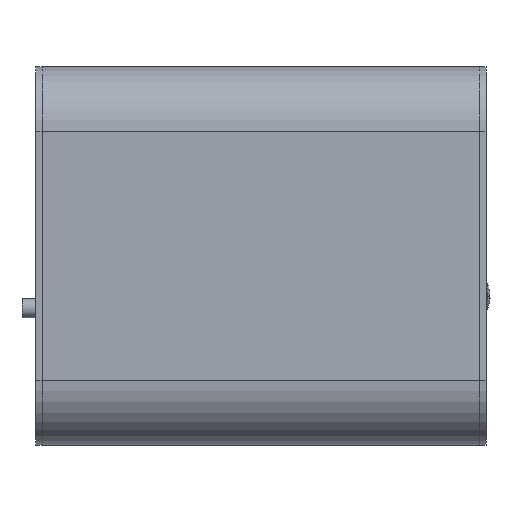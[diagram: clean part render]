
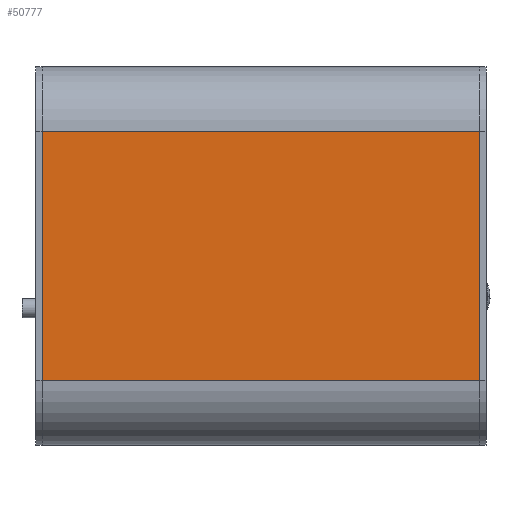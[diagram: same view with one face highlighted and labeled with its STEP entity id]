
A CAD part, top view. The second image highlights one B-rep face of the part: STEP entity #50777.
In plain terms, the highlighted face is planar.
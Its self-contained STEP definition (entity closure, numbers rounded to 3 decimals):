
#6392=FACE_OUTER_BOUND('',#9215,.T.);
#9215=EDGE_LOOP('',(#46310,#46311,#46312,#46313));
#14852=LINE('',#85050,#20539);
#14856=LINE('',#85065,#20543);
#14857=LINE('',#85067,#20544);
#14858=LINE('',#85068,#20545);
#20539=VECTOR('',#68079,1.);
#20543=VECTOR('',#68093,1.);
#20544=VECTOR('',#68094,1.);
#20545=VECTOR('',#68095,1.);
#25205=VERTEX_POINT('',#85047);
#25206=VERTEX_POINT('',#85049);
#25212=VERTEX_POINT('',#85064);
#25213=VERTEX_POINT('',#85066);
#32251=EDGE_CURVE('',#25206,#25205,#14852,.T.);
#32258=EDGE_CURVE('',#25205,#25212,#14856,.T.);
#32259=EDGE_CURVE('',#25212,#25213,#14857,.T.);
#32260=EDGE_CURVE('',#25213,#25206,#14858,.T.);
#46310=ORIENTED_EDGE('',*,*,#32258,.T.);
#46311=ORIENTED_EDGE('',*,*,#32259,.T.);
#46312=ORIENTED_EDGE('',*,*,#32260,.T.);
#46313=ORIENTED_EDGE('',*,*,#32251,.T.);
#48304=PLANE('',#54875);
#50777=ADVANCED_FACE('',(#6392),#48304,.T.);
#54875=AXIS2_PLACEMENT_3D('',#85063,#68091,#68092);
#68079=DIRECTION('',(0.,0.,1.));
#68091=DIRECTION('center_axis',(0.,1.,0.));
#68092=DIRECTION('ref_axis',(0.,0.,1.));
#68093=DIRECTION('',(1.,0.,0.));
#68094=DIRECTION('',(0.,0.,-1.));
#68095=DIRECTION('',(-1.,0.,0.));
#85047=CARTESIAN_POINT('',(1840.305,739.387,81.));
#85049=CARTESIAN_POINT('',(1840.305,739.387,0.));
#85050=CARTESIAN_POINT('',(1840.305,739.387,76.));
#85063=CARTESIAN_POINT('Origin',(1840.305,739.387,76.));
#85064=CARTESIAN_POINT('',(1886.305,739.387,81.));
#85065=CARTESIAN_POINT('',(1886.305,739.387,81.));
#85066=CARTESIAN_POINT('',(1886.305,739.387,0.));
#85067=CARTESIAN_POINT('',(1886.305,739.387,76.));
#85068=CARTESIAN_POINT('',(1840.305,739.387,0.));
